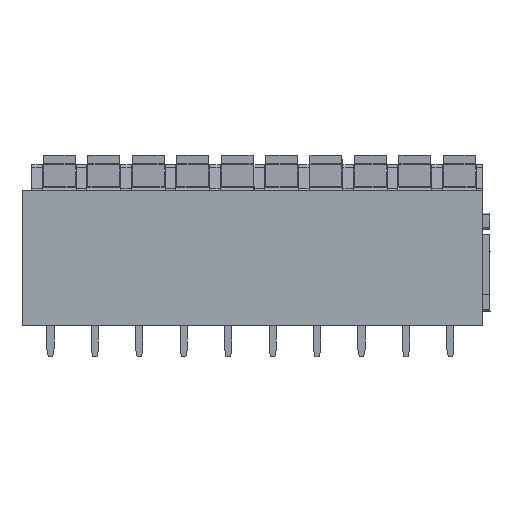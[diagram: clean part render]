
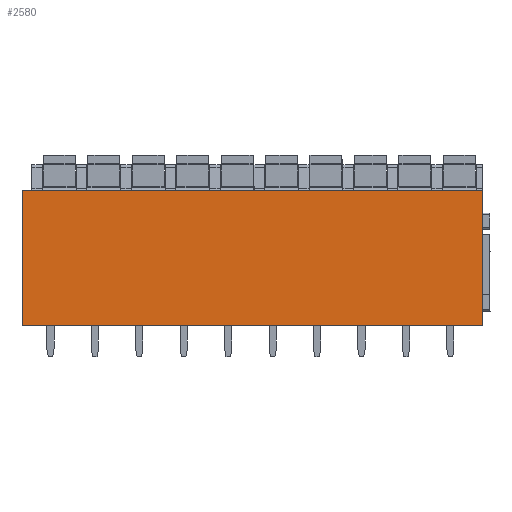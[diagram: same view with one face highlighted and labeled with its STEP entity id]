
A CAD part, front view. The second image highlights one B-rep face of the part: STEP entity #2580.
In plain terms, the highlighted planar face has unit normal (0, -1, 0).
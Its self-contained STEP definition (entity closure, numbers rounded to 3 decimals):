
#2560=AXIS2_PLACEMENT_3D('Plane Axis2P3D',#2557,#2558,#2559) ;
#305=CARTESIAN_POINT('Vertex',(51.8,0.,18.7)) ;
#308=CARTESIAN_POINT('Line Origine',(51.8,0.,11.1)) ;
#312=CARTESIAN_POINT('Vertex',(51.8,0.,3.5)) ;
#971=CARTESIAN_POINT('Vertex',(0.,0.,18.7)) ;
#974=CARTESIAN_POINT('Line Origine',(25.9,0.,18.7)) ;
#2557=CARTESIAN_POINT('Axis2P3D Location',(0.,0.,18.7)) ;
#2562=CARTESIAN_POINT('Line Origine',(0.,0.,11.1)) ;
#2566=CARTESIAN_POINT('Vertex',(0.,0.,3.5)) ;
#2569=CARTESIAN_POINT('Line Origine',(25.9,0.,3.5)) ;
#309=DIRECTION('Vector Direction',(0.,0.,-1.)) ;
#975=DIRECTION('Vector Direction',(1.,0.,0.)) ;
#2558=DIRECTION('Axis2P3D Direction',(0.,-1.,0.)) ;
#2559=DIRECTION('Axis2P3D XDirection',(0.,0.,-1.)) ;
#2563=DIRECTION('Vector Direction',(0.,0.,-1.)) ;
#2570=DIRECTION('Vector Direction',(1.,0.,0.)) ;
#310=VECTOR('Line Direction',#309,1.) ;
#976=VECTOR('Line Direction',#975,1.) ;
#2564=VECTOR('Line Direction',#2563,1.) ;
#2571=VECTOR('Line Direction',#2570,1.) ;
#2575=ORIENTED_EDGE('',*,*,#314,.T.) ;
#2576=ORIENTED_EDGE('',*,*,#978,.F.) ;
#2577=ORIENTED_EDGE('',*,*,#2568,.F.) ;
#2578=ORIENTED_EDGE('',*,*,#2573,.T.) ;
#2580=ADVANCED_FACE('_LMF 5.00/10/180  3.5SN OR BX 1330270000',(#2579),#2561,.T.) ;
#314=EDGE_CURVE('',#313,#306,#311,.F.) ;
#978=EDGE_CURVE('',#972,#306,#977,.T.) ;
#2568=EDGE_CURVE('',#2567,#972,#2565,.F.) ;
#2573=EDGE_CURVE('',#2567,#313,#2572,.T.) ;
#2574=EDGE_LOOP('',(#2575,#2576,#2577,#2578)) ;
#2579=FACE_OUTER_BOUND('',#2574,.T.) ;
#311=LINE('Line',#308,#310) ;
#977=LINE('Line',#974,#976) ;
#2565=LINE('Line',#2562,#2564) ;
#2572=LINE('Line',#2569,#2571) ;
#2561=PLANE('',#2560) ;
#306=VERTEX_POINT('',#305) ;
#313=VERTEX_POINT('',#312) ;
#972=VERTEX_POINT('',#971) ;
#2567=VERTEX_POINT('',#2566) ;
